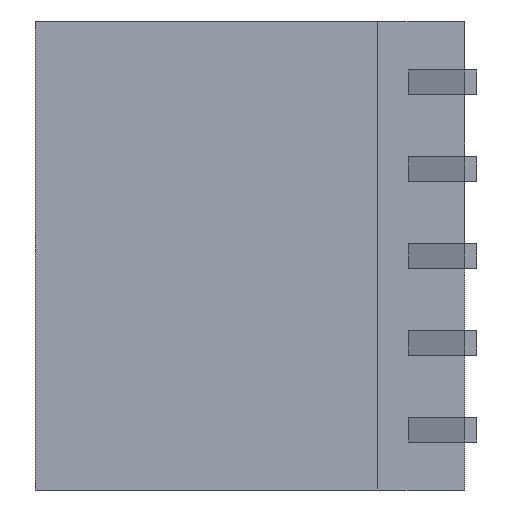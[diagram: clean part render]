
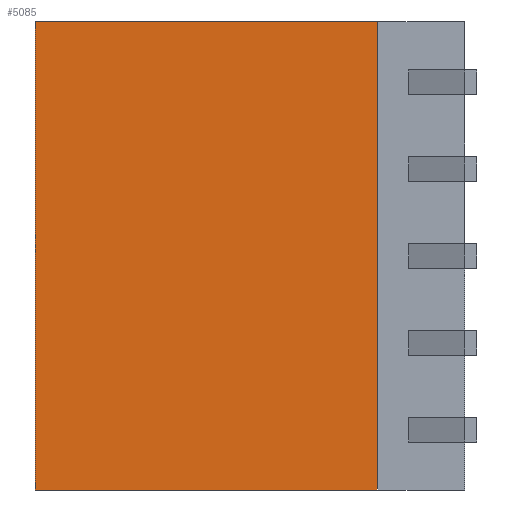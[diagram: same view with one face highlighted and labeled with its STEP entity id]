
A CAD part, left-side view. The second image highlights one B-rep face of the part: STEP entity #5085.
In plain terms, the highlighted planar face has unit normal (-1, 0, 0).
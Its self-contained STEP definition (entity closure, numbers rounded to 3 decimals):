
#1514 = VERTEX_POINT ( 'NONE', #10414 ) ;
#1646 = ORIENTED_EDGE ( 'NONE', *, *, #8699, .F. ) ;
#1714 = B_SPLINE_CURVE_WITH_KNOTS ( 'NONE', 3,
 ( #10444, #7664, #6821, #2282 ),
 .UNSPECIFIED., .F., .F.,
 ( 4, 4 ),
 ( 0., 1. ),
 .UNSPECIFIED. ) ;
#2282 = CARTESIAN_POINT ( 'NONE',  ( -6.5, 12.35, 6.73 ) ) ;
#2334 = EDGE_LOOP ( 'NONE', ( #1646, #3093, #2769, #5596 ) ) ;
#2769 = ORIENTED_EDGE ( 'NONE', *, *, #6525, .F. ) ;
#3093 = ORIENTED_EDGE ( 'NONE', *, *, #5132, .T. ) ;
#4419 = FACE_OUTER_BOUND ( 'NONE', #2334, .T. ) ;
#5085 = ADVANCED_FACE ( 'NONE', ( #4419 ), #11843, .F. ) ;
#5132 = EDGE_CURVE ( 'NONE', #7103, #10409, #10379, .T. ) ;
#5596 = ORIENTED_EDGE ( 'NONE', *, *, #10523, .F. ) ;
#6257 = VECTOR ( 'NONE', #10320, 1000. ) ;
#6440 = DIRECTION ( 'NONE',  ( 1., 0., 0. ) ) ;
#6525 = EDGE_CURVE ( 'NONE', #8729, #10409, #1714, .T. ) ;
#6586 = DIRECTION ( 'NONE',  ( 0., 1., 0. ) ) ;
#6821 = CARTESIAN_POINT ( 'NONE',  ( -6.5, 12.35, 2.243 ) ) ;
#7103 = VERTEX_POINT ( 'NONE', #11899 ) ;
#7412 = CARTESIAN_POINT ( 'NONE',  ( -6.5, 2.51, -6.73 ) ) ;
#7594 = CARTESIAN_POINT ( 'NONE',  ( -6.5, 12.35, 6.73 ) ) ;
#7664 = CARTESIAN_POINT ( 'NONE',  ( -6.5, 12.35, -2.243 ) ) ;
#7992 = AXIS2_PLACEMENT_3D ( 'NONE', #9000, #6440, #9128 ) ;
#8285 = VECTOR ( 'NONE', #6586, 1000. ) ;
#8457 = CARTESIAN_POINT ( 'NONE',  ( -6.5, 12.35, -6.73 ) ) ;
#8472 = CARTESIAN_POINT ( 'NONE',  ( -6.5, 12.35, 6.73 ) ) ;
#8699 = EDGE_CURVE ( 'NONE', #7103, #1514, #11796, .T. ) ;
#8729 = VERTEX_POINT ( 'NONE', #9717 ) ;
#9000 = CARTESIAN_POINT ( 'NONE',  ( -6.5, 12.35, -6.73 ) ) ;
#9128 = DIRECTION ( 'NONE',  ( 0., 0., -1. ) ) ;
#9717 = CARTESIAN_POINT ( 'NONE',  ( -6.5, 12.35, -6.73 ) ) ;
#10320 = DIRECTION ( 'NONE',  ( 0., 1., 0. ) ) ;
#10379 = LINE ( 'NONE', #7594, #6257 ) ;
#10409 = VERTEX_POINT ( 'NONE', #8472 ) ;
#10414 = CARTESIAN_POINT ( 'NONE',  ( -6.5, 2.51, -6.73 ) ) ;
#10444 = CARTESIAN_POINT ( 'NONE',  ( -6.5, 12.35, -6.73 ) ) ;
#10523 = EDGE_CURVE ( 'NONE', #1514, #8729, #11247, .T. ) ;
#11089 = DIRECTION ( 'NONE',  ( 0., 0., -1. ) ) ;
#11247 = LINE ( 'NONE', #8457, #8285 ) ;
#11505 = VECTOR ( 'NONE', #11089, 1000. ) ;
#11796 = LINE ( 'NONE', #7412, #11505 ) ;
#11843 = PLANE ( 'NONE',  #7992 ) ;
#11899 = CARTESIAN_POINT ( 'NONE',  ( -6.5, 2.51, 6.73 ) ) ;
